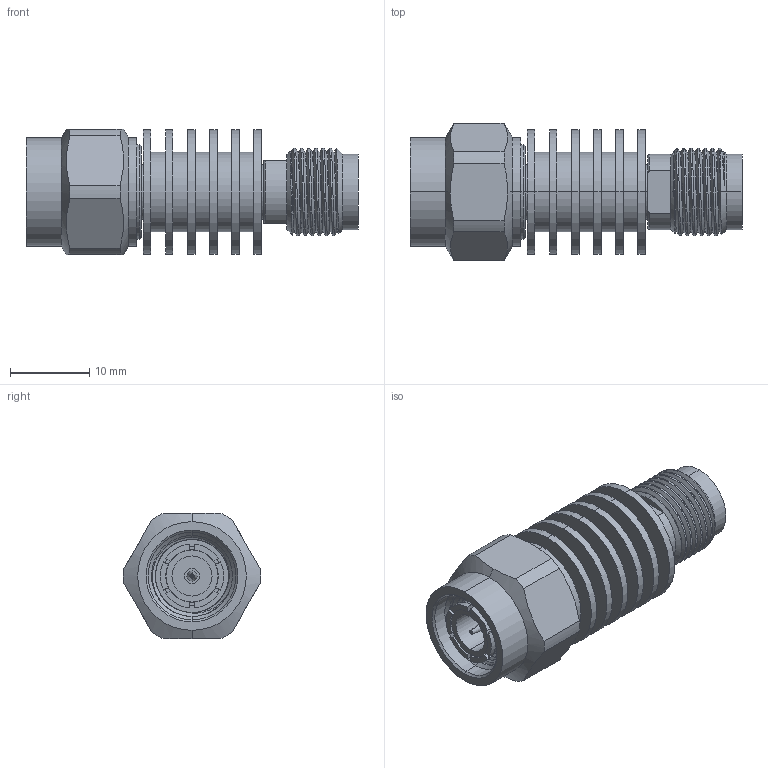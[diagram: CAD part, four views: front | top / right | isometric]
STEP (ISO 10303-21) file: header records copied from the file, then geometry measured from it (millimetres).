
FILE_DESCRIPTION (( 'STEP AP214' ), '1' );
FILE_NAME ('FMAT7625-30_3D.step', '2025-01-20T17:53:29', ( '' ), ( '' ), 'SwSTEP 2.0', 'SolidWorks 2022', '' );
FILE_SCHEMA (( 'AUTOMOTIVE_DESIGN' ));
Length unit declared in the file: inch
Products named in the file (1): FMAT7625-30_3D
Bounding box: 42 x 17.45 x 15.88 mm (x, y, z)
Volume: 4650.9 mm3; surface area: 4982 mm2
Topology: 1 solids, 1 shells, 228 faces, 565 edges, 364 vertices
Faces by surface type: cylinder 110, plane 73, cone 30, bspline 9, torus 6
Entity records: 12997 total; most frequent: CARTESIAN_POINT 7758, ORIENTED_EDGE 1130, DIRECTION 1050, EDGE_CURVE 565, AXIS2_PLACEMENT_3D 426, VERTEX_POINT 364, EDGE_LOOP 253, ADVANCED_FACE 228
